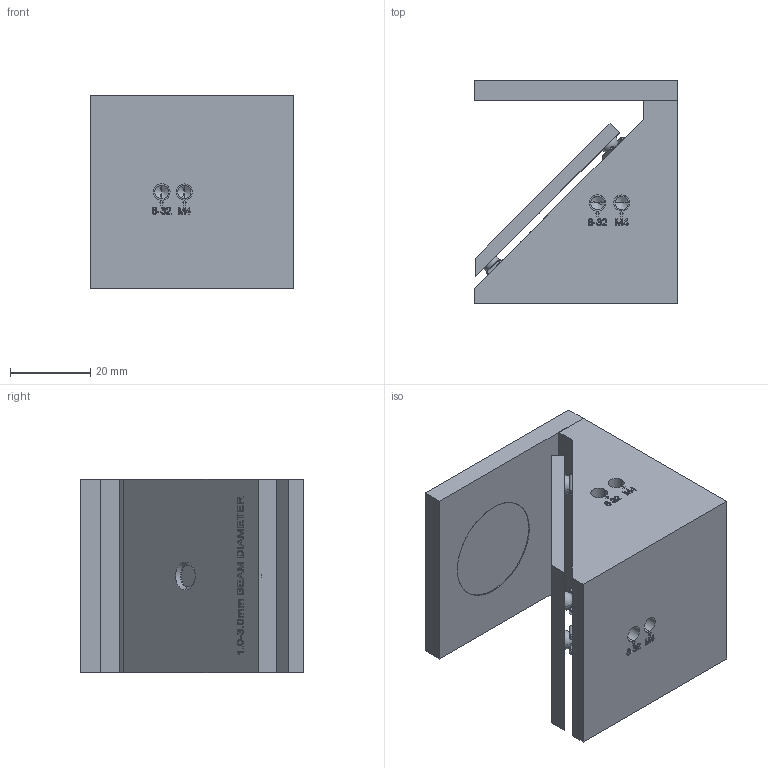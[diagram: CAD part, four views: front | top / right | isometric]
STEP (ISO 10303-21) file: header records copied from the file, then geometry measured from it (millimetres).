
FILE_DESCRIPTION (( 'STEP AP203' ), '1' );
FILE_NAME ('16648-E0W.STEP', '2019-01-21T21:19:06', ( '' ), ( '' ), 'SwSTEP 2.0', 'SolidWorks 2018', '' );
FILE_SCHEMA (( 'CONFIG_CONTROL_DESIGN' ));
Length unit declared in the file: inch
Products named in the file (1): 16648-E0W
Bounding box: 50.8 x 55.88 x 48.26 mm (x, y, z)
Volume: 74298.7 mm3; surface area: 27050.6 mm2
Topology: 19 solids, 19 shells, 1135 faces, 2945 edges, 1951 vertices
Faces by surface type: plane 544, bspline 209, cylinder 194, cone 166, torus 16, sphere 6
Entity records: 47592 total; most frequent: CARTESIAN_POINT 21239, ORIENTED_EDGE 5834, DIRECTION 4624, EDGE_CURVE 2917, VERTEX_POINT 1945, LINE 1802, VECTOR 1802, AXIS2_PLACEMENT_3D 1411
